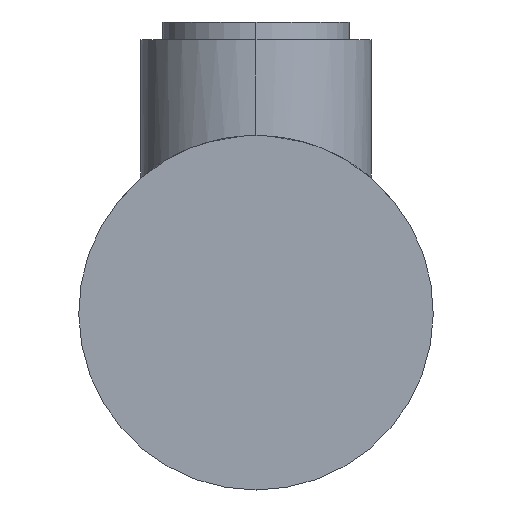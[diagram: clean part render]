
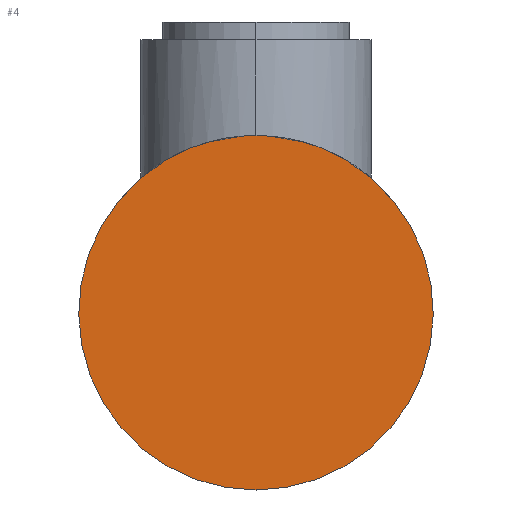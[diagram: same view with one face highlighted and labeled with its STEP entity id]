
A CAD part, front view. The second image highlights one B-rep face of the part: STEP entity #4.
In plain terms, the highlighted planar face has unit normal (0, -1, 0).
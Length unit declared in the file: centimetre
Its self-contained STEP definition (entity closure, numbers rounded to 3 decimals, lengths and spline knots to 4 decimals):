
#4 = ADVANCED_FACE ( 'NONE', ( #442 ), #41, .F. ) ;
#13 = DIRECTION ( 'NONE',  ( 0., 0., 1. ) ) ;
#41 = PLANE ( 'NONE',  #187 ) ;
#44 = DIRECTION ( 'NONE',  ( 0., 1., 0. ) ) ;
#50 = DIRECTION ( 'NONE',  ( 0., 1., 0. ) ) ;
#99 = CIRCLE ( 'NONE', #468, 5. ) ;
#100 = EDGE_CURVE ( 'NONE', #201, #459, #99, .T. ) ;
#101 = CARTESIAN_POINT ( 'NONE',  ( 0., -2.7, -13.2 ) ) ;
#130 = DIRECTION ( 'NONE',  ( 0., 1., 0. ) ) ;
#161 = EDGE_CURVE ( 'NONE', #327, #201, #407, .T. ) ;
#176 = CARTESIAN_POINT ( 'NONE',  ( 0., -2.7, -8.2 ) ) ;
#186 = DIRECTION ( 'NONE',  ( 0., 0., 1. ) ) ;
#187 = AXIS2_PLACEMENT_3D ( 'NONE', #243, #44, #209 ) ;
#191 = ORIENTED_EDGE ( 'NONE', *, *, #100, .F. ) ;
#201 = VERTEX_POINT ( 'NONE', #349 ) ;
#209 = DIRECTION ( 'NONE',  ( 0., 0., 1. ) ) ;
#230 = CARTESIAN_POINT ( 'NONE',  ( 1.809, -2.7, -3.5387 ) ) ;
#241 = AXIS2_PLACEMENT_3D ( 'NONE', #176, #368, #186 ) ;
#243 = CARTESIAN_POINT ( 'NONE',  ( 0., -2.7, -8.2 ) ) ;
#278 = CIRCLE ( 'NONE', #323, 5. ) ;
#323 = AXIS2_PLACEMENT_3D ( 'NONE', #488, #130, #456 ) ;
#327 = VERTEX_POINT ( 'NONE', #101 ) ;
#328 = ORIENTED_EDGE ( 'NONE', *, *, #161, .F. ) ;
#349 = CARTESIAN_POINT ( 'NONE',  ( -1.809, -2.7, -3.5387 ) ) ;
#368 = DIRECTION ( 'NONE',  ( 0., 1., 0. ) ) ;
#384 = EDGE_CURVE ( 'NONE', #459, #327, #278, .T. ) ;
#391 = EDGE_LOOP ( 'NONE', ( #427, #191, #328 ) ) ;
#407 = CIRCLE ( 'NONE', #241, 5. ) ;
#427 = ORIENTED_EDGE ( 'NONE', *, *, #384, .F. ) ;
#442 = FACE_OUTER_BOUND ( 'NONE', #391, .T. ) ;
#456 = DIRECTION ( 'NONE',  ( 0., 0., 1. ) ) ;
#459 = VERTEX_POINT ( 'NONE', #230 ) ;
#468 = AXIS2_PLACEMENT_3D ( 'NONE', #486, #50, #13 ) ;
#486 = CARTESIAN_POINT ( 'NONE',  ( 0., -2.7, -8.2 ) ) ;
#488 = CARTESIAN_POINT ( 'NONE',  ( 0., -2.7, -8.2 ) ) ;
